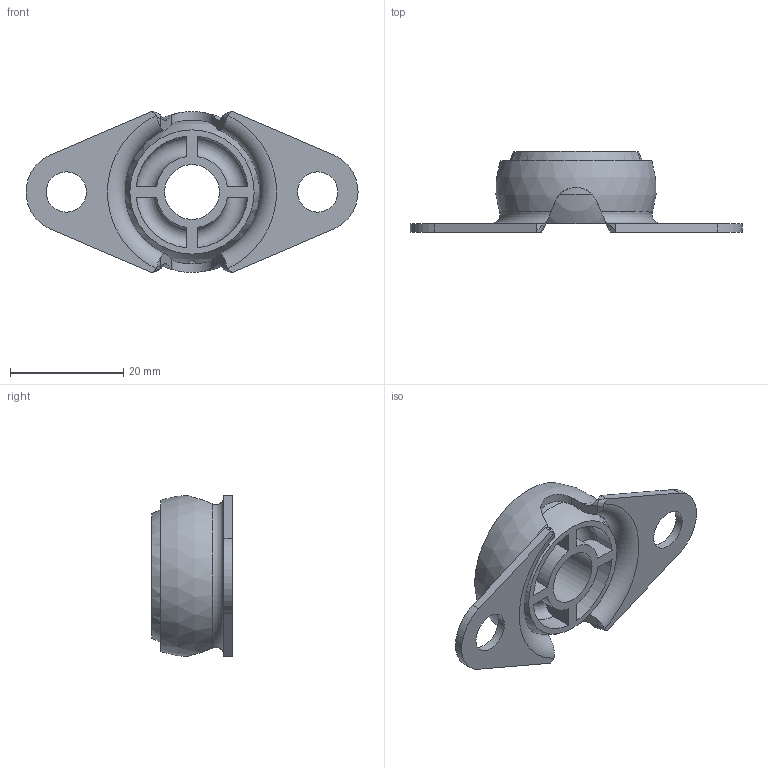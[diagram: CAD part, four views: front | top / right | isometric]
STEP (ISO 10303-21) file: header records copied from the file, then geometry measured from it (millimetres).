
FILE_DESCRIPTION(/* description */ (''),/* implementation_level */ '2;1');
FILE_NAME(/* name */ 'BRG_Bearing_FMN6.iam.stp',/* time_stamp */ '2016-01-07T16:48:33-08:00',/* author */ ('Autodesk, Inc.'),/* organization */ (''),/* preprocessor_version */ 'ST-DEVELOPER v16.1',/* originating_system */ 'Autodesk Inventor 2016',/* authorisation */ '');
FILE_SCHEMA (('AUTOMOTIVE_DESIGN { 1 0 10303 214 3 1 1 }'));
Length unit declared in the file: inch
Products named in the file (3): N-Series_N6; FM Master Container_4050; BRG_Bearing_FMN6
Assembly tree (2 placements, depth 2):
  BRG_Bearing_FMN6
    N-Series_N6
    FM Master Container_4050
Bounding box: 58.72 x 14.29 x 28.57 mm (x, y, z)
Volume: 5523.2 mm3; surface area: 6423.6 mm2
Topology: 2 solids, 2 shells, 88 faces, 223 edges, 148 vertices
Faces by surface type: plane 35, cylinder 33, torus 12, sphere 4, bspline 4
Full cylindrical faces by diameter (mm): 7.137 x2, 9.69 x1
Entity records: 3345 total; most frequent: CARTESIAN_POINT 1089, ORIENTED_EDGE 432, DIRECTION 424, EDGE_CURVE 216, AXIS2_PLACEMENT_3D 169, VERTEX_POINT 146, EDGE_LOOP 110, STYLED_ITEM 90
